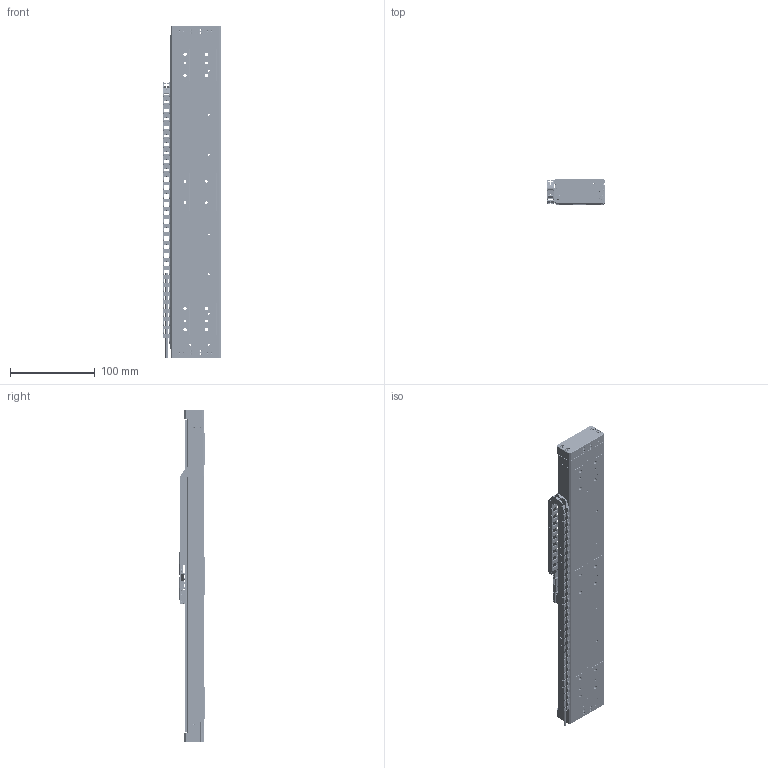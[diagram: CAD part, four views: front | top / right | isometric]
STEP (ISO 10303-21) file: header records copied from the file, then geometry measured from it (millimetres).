
FILE_DESCRIPTION (( 'STEP AP214' ), '1' );
FILE_NAME ('PPS-60-25X1X.STEP', '2023-03-01T23:30:24', ( '' ), ( '' ), 'SwSTEP 2.0', 'SolidWorks 2020', '' );
FILE_SCHEMA (( 'AUTOMOTIVE_DESIGN' ));
Length unit declared in the file: millimetre
Products named in the file (21): Cable Chain exit cable; SCREW, SHCS-S, M-DIN_M3 x 0.5 x 12mm; 430561 Dowel Pin Press Fit Assembly; 130174 Bearing Slide Rail, PPS-60_300mm; SCREW, SHCS-S, M-DIN_M2 x 0.4 x 03mm; IGUS chain link; 430559 PPS-60, Carriage, L65mm; SCREW, MS-PPH, M-JCIS_M2 x 0.4 x 6mm; IGUS chain, PPS-60_300mm; PPS-60-25X1X; SCREW, MS-PPH, M-JCIS_M1.6 x 0.35 x 4mm; IGUS chain, end link; 430561 PPS-60, End Support, Linear Shaft; Dowel Pin, M-DIN_M01.5 x 005; Screw, SHCS-L, M-DIN_M3 x 0.5 x 06mm; PPS-60, Base, Master Part_300mm; 130174 PPS-60, Bearing Block; SCREW, MS-PPH, M-JCIS_M2 x 0.4 x 7mm; Dowel Pin, E-NR_E1''16 x 3''8in; 430562 PPS-60, Cable Clamp, Carriage
Assembly tree (138 placements, depth 3):
  PPS-60-25X1X
    PPS-60, Base, Master Part_300mm
    430559 PPS-60, Carriage, L65mm
    430562 PPS-60, Cable Clamp, Carriage
    SCREW, SHCS-S, M-DIN_M3 x 0.5 x 12mm  x8
    SCREW, MS-PPH, M-JCIS_M1.6 x 0.35 x 4mm  x4
    SCREW, SHCS-S, M-DIN_M2 x 0.4 x 03mm  x8
    Dowel Pin, M-DIN_M01.5 x 005  x2
    130174 PPS-60, Bearing Block  x4
    130174 Bearing Slide Rail, PPS-60_300mm  x2
    SCREW, MS-PPH, M-JCIS_M2 x 0.4 x 6mm  x41
    SCREW, MS-PPH, M-JCIS_M2 x 0.4 x 7mm  x7
    430561 Dowel Pin Press Fit Assembly
      430561 PPS-60, End Support, Linear Shaft
      Dowel Pin, E-NR_E1''16 x 3''8in  x4
    430561 Dowel Pin Press Fit Assembly
      430561 PPS-60, End Support, Linear Shaft
      Dowel Pin, E-NR_E1''16 x 3''8in  x4
    Screw, SHCS-L, M-DIN_M3 x 0.5 x 06mm  x3
    IGUS chain, PPS-60_300mm
      IGUS chain, end link
      IGUS chain link  x41
    Cable Chain exit cable
Bounding box: 68.7 x 30 x 392 mm (x, y, z)
Volume: 280479.3 mm3; surface area: 155973.2 mm2
Topology: 135 solids, 135 shells, 6488 faces, 16053 edges, 10108 vertices
Faces by surface type: plane 3463, cylinder 2062, cone 495, torus 468
Entity records: 56702 total; most frequent: DIRECTION 9932, CARTESIAN_POINT 9625, ORIENTED_EDGE 8600, EDGE_CURVE 4300, AXIS2_PLACEMENT_3D 3782, VERTEX_POINT 2787, VECTOR 2368, LINE 2368
